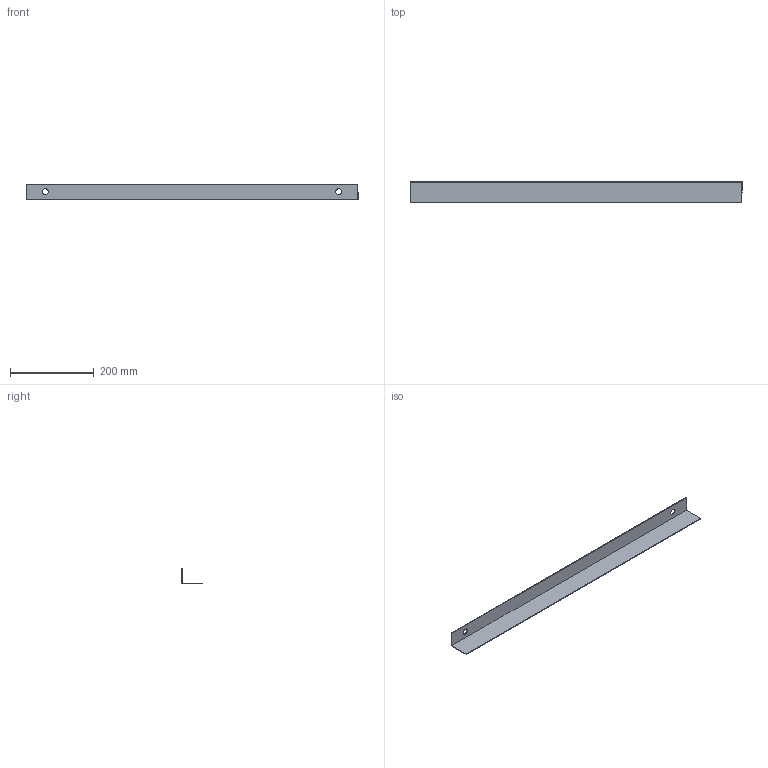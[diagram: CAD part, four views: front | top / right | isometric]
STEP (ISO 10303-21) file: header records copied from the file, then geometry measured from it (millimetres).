
FILE_DESCRIPTION (( 'STEP AP214' ), '1' );
FILE_NAME ('YKM-U-40X50X800 Óãîëîê ãîðèçîíòàëüíûé 40õ50õ800 ÙÎ (êîìï.2 øò.).STEP', '2016-11-17T08:18:07', ( '' ), ( '' ), 'SwSTEP 2.0', 'SolidWorks 2014', '' );
FILE_SCHEMA (( 'AUTOMOTIVE_DESIGN' ));
Length unit declared in the file: millimetre
Products named in the file (1): YKM-U-40X50X800 Óãîëîê ãîðèçîíòàëüíûé 40õ50õ800 ÙÎ (êîìï.2 øò.)
Bounding box: 792 x 50 x 38 mm (x, y, z)
Volume: 135608.2 mm3; surface area: 139296.2 mm2
Topology: 1 solids, 1 shells, 12 faces, 30 edges, 20 vertices
Faces by surface type: plane 8, cylinder 4
Entity records: 404 total; most frequent: DIRECTION 64, CARTESIAN_POINT 63, ORIENTED_EDGE 60, EDGE_CURVE 30, LINE 22, VECTOR 22, AXIS2_PLACEMENT_3D 21, VERTEX_POINT 20
